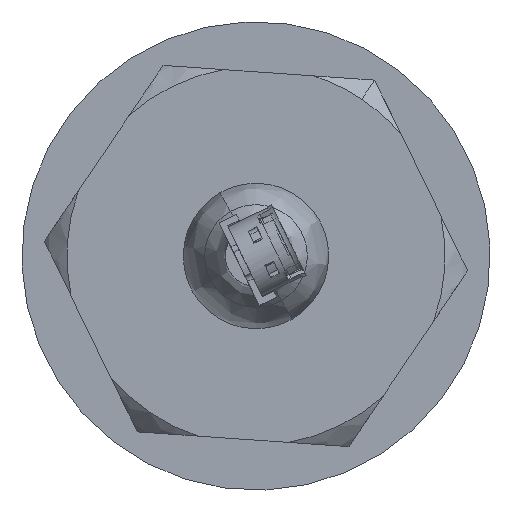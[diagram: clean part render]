
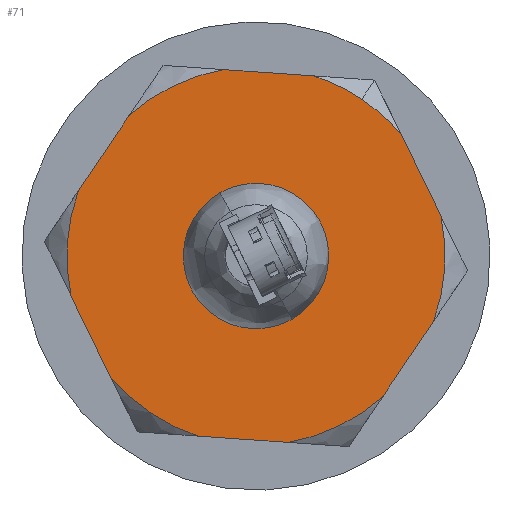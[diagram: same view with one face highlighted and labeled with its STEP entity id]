
A CAD part, left-side view. The second image highlights one B-rep face of the part: STEP entity #71.
In plain terms, the highlighted face is planar.
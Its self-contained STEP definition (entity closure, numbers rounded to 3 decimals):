
#45 = VECTOR ( 'NONE', #9621, 1000. ) ;
#58 = ORIENTED_EDGE ( 'NONE', *, *, #1345, .T. ) ;
#71 = ADVANCED_FACE ( 'NONE', ( #10945, #13202 ), #9610, .T. ) ;
#457 = EDGE_CURVE ( 'NONE', #1458, #7957, #10721, .T. ) ;
#518 = VERTEX_POINT ( 'NONE', #1314 ) ;
#583 = LINE ( 'NONE', #11865, #7194 ) ;
#695 = VERTEX_POINT ( 'NONE', #2271 ) ;
#728 = ORIENTED_EDGE ( 'NONE', *, *, #11411, .T. ) ;
#842 = CARTESIAN_POINT ( 'NONE',  ( 0., 4.119, -0.9 ) ) ;
#1134 = DIRECTION ( 'NONE',  ( 0., 0., -1. ) ) ;
#1235 = VERTEX_POINT ( 'NONE', #2302 ) ;
#1298 = EDGE_CURVE ( 'NONE', #8379, #13952, #11497, .T. ) ;
#1313 = CARTESIAN_POINT ( 'NONE',  ( -1.149, -3.955, -0.9 ) ) ;
#1314 = CARTESIAN_POINT ( 'NONE',  ( -4., 0.982, -0.9 ) ) ;
#1345 = EDGE_CURVE ( 'NONE', #16670, #8379, #4607, .T. ) ;
#1458 = VERTEX_POINT ( 'NONE', #13976 ) ;
#1493 = AXIS2_PLACEMENT_3D ( 'NONE', #4961, #14361, #4905 ) ;
#1661 = DIRECTION ( 'NONE',  ( 0., 0., -1. ) ) ;
#1720 = CARTESIAN_POINT ( 'NONE',  ( 0., 0., -0.9 ) ) ;
#1749 = CARTESIAN_POINT ( 'NONE',  ( 2.851, -2.973, -0.9 ) ) ;
#1843 = ORIENTED_EDGE ( 'NONE', *, *, #3285, .T. ) ;
#2090 = ORIENTED_EDGE ( 'NONE', *, *, #6482, .T. ) ;
#2115 = CIRCLE ( 'NONE', #7959, 4.119 ) ;
#2271 = CARTESIAN_POINT ( 'NONE',  ( -4., -0.982, -0.9 ) ) ;
#2302 = CARTESIAN_POINT ( 'NONE',  ( 1.25, 0., -0.9 ) ) ;
#2393 = DIRECTION ( 'NONE',  ( -0.866, 0.5, 0. ) ) ;
#2452 = DIRECTION ( 'NONE',  ( 0., 1., 0. ) ) ;
#2560 = LINE ( 'NONE', #2827, #9430 ) ;
#2827 = CARTESIAN_POINT ( 'NONE',  ( -2.851, 2.973, -0.9 ) ) ;
#2875 = ORIENTED_EDGE ( 'NONE', *, *, #14538, .T. ) ;
#2910 = CARTESIAN_POINT ( 'NONE',  ( 1.149, 3.955, -0.9 ) ) ;
#2927 = DIRECTION ( 'NONE',  ( 0., 0., -1. ) ) ;
#3285 = EDGE_CURVE ( 'NONE', #15992, #695, #10915, .T. ) ;
#3301 = DIRECTION ( 'NONE',  ( 0., 0., -1. ) ) ;
#3676 = CARTESIAN_POINT ( 'NONE',  ( 0., 0., -0.9 ) ) ;
#4526 = VECTOR ( 'NONE', #14071, 1000. ) ;
#4533 = EDGE_CURVE ( 'NONE', #695, #518, #11603, .T. ) ;
#4607 = CIRCLE ( 'NONE', #7203, 4.119 ) ;
#4814 = EDGE_CURVE ( 'NONE', #14043, #6281, #11363, .T. ) ;
#4898 = CARTESIAN_POINT ( 'NONE',  ( 0., 0., -0.9 ) ) ;
#4905 = DIRECTION ( 'NONE',  ( -1., 0., 0. ) ) ;
#4961 = CARTESIAN_POINT ( 'NONE',  ( 0., 0., -0.9 ) ) ;
#4985 = CARTESIAN_POINT ( 'NONE',  ( -1.149, 3.955, -0.9 ) ) ;
#5651 = DIRECTION ( 'NONE',  ( -1., 0., 0. ) ) ;
#6038 = VERTEX_POINT ( 'NONE', #8857 ) ;
#6185 = DIRECTION ( 'NONE',  ( -0.866, -0.5, 0. ) ) ;
#6268 = LINE ( 'NONE', #16690, #7525 ) ;
#6281 = VERTEX_POINT ( 'NONE', #16430 ) ;
#6478 = EDGE_CURVE ( 'NONE', #13952, #14043, #9146, .T. ) ;
#6482 = EDGE_CURVE ( 'NONE', #1235, #6038, #9986, .T. ) ;
#6494 = EDGE_CURVE ( 'NONE', #6281, #15505, #7047, .T. ) ;
#6589 = CARTESIAN_POINT ( 'NONE',  ( 0., 0., -0.9 ) ) ;
#6654 = ORIENTED_EDGE ( 'NONE', *, *, #6494, .T. ) ;
#6672 = DIRECTION ( 'NONE',  ( 0.866, 0.5, 0. ) ) ;
#6798 = AXIS2_PLACEMENT_3D ( 'NONE', #3676, #1134, #9132 ) ;
#6881 = DIRECTION ( 'NONE',  ( 0., 0., 1. ) ) ;
#6896 = CARTESIAN_POINT ( 'NONE',  ( 0., 0., -0.9 ) ) ;
#7019 = CARTESIAN_POINT ( 'NONE',  ( 4., -0.982, -0.9 ) ) ;
#7035 = CARTESIAN_POINT ( 'NONE',  ( -2.851, -2.973, -0.9 ) ) ;
#7047 = LINE ( 'NONE', #13489, #45 ) ;
#7174 = CIRCLE ( 'NONE', #8273, 4.119 ) ;
#7194 = VECTOR ( 'NONE', #2393, 1000. ) ;
#7203 = AXIS2_PLACEMENT_3D ( 'NONE', #11103, #3301, #12426 ) ;
#7525 = VECTOR ( 'NONE', #6185, 1000. ) ;
#7894 = EDGE_CURVE ( 'NONE', #7957, #15992, #583, .T. ) ;
#7957 = VERTEX_POINT ( 'NONE', #1313 ) ;
#7959 = AXIS2_PLACEMENT_3D ( 'NONE', #4898, #8809, #11532 ) ;
#8147 = AXIS2_PLACEMENT_3D ( 'NONE', #9079, #10419, #2452 ) ;
#8210 = VERTEX_POINT ( 'NONE', #1749 ) ;
#8265 = DIRECTION ( 'NONE',  ( -1., 0., 0. ) ) ;
#8273 = AXIS2_PLACEMENT_3D ( 'NONE', #6896, #2927, #13559 ) ;
#8379 = VERTEX_POINT ( 'NONE', #842 ) ;
#8420 = DIRECTION ( 'NONE',  ( 0., 1., 0. ) ) ;
#8681 = EDGE_LOOP ( 'NONE', ( #728, #2090 ) ) ;
#8809 = DIRECTION ( 'NONE',  ( 0., 0., -1. ) ) ;
#8857 = CARTESIAN_POINT ( 'NONE',  ( -1.25, 0., -0.9 ) ) ;
#8949 = ORIENTED_EDGE ( 'NONE', *, *, #1298, .T. ) ;
#9079 = CARTESIAN_POINT ( 'NONE',  ( 0., 0., -0.9 ) ) ;
#9132 = DIRECTION ( 'NONE',  ( -1., 0., 0. ) ) ;
#9146 = LINE ( 'NONE', #2910, #9345 ) ;
#9332 = ORIENTED_EDGE ( 'NONE', *, *, #13963, .T. ) ;
#9345 = VECTOR ( 'NONE', #12176, 1000. ) ;
#9430 = VECTOR ( 'NONE', #6672, 1000. ) ;
#9610 = PLANE ( 'NONE',  #14837 ) ;
#9621 = DIRECTION ( 'NONE',  ( 0., -1., 0. ) ) ;
#9986 = CIRCLE ( 'NONE', #14177, 1.25 ) ;
#10130 = ORIENTED_EDGE ( 'NONE', *, *, #4814, .T. ) ;
#10419 = DIRECTION ( 'NONE',  ( 0., 0., -1. ) ) ;
#10638 = ORIENTED_EDGE ( 'NONE', *, *, #12714, .T. ) ;
#10721 = CIRCLE ( 'NONE', #8147, 4.119 ) ;
#10915 = CIRCLE ( 'NONE', #11915, 4.119 ) ;
#10945 = FACE_OUTER_BOUND ( 'NONE', #13948, .T. ) ;
#11103 = CARTESIAN_POINT ( 'NONE',  ( 0., 0., -0.9 ) ) ;
#11127 = DIRECTION ( 'NONE',  ( -1., 0., 0. ) ) ;
#11296 = ORIENTED_EDGE ( 'NONE', *, *, #4533, .T. ) ;
#11363 = CIRCLE ( 'NONE', #6798, 4.119 ) ;
#11411 = EDGE_CURVE ( 'NONE', #6038, #1235, #11845, .T. ) ;
#11497 = CIRCLE ( 'NONE', #14317, 4.119 ) ;
#11532 = DIRECTION ( 'NONE',  ( -1., 0., 0. ) ) ;
#11603 = LINE ( 'NONE', #12630, #4526 ) ;
#11845 = CIRCLE ( 'NONE', #1493, 1.25 ) ;
#11865 = CARTESIAN_POINT ( 'NONE',  ( -1.149, -3.955, -0.9 ) ) ;
#11915 = AXIS2_PLACEMENT_3D ( 'NONE', #15190, #12562, #11127 ) ;
#11993 = ORIENTED_EDGE ( 'NONE', *, *, #6478, .T. ) ;
#12176 = DIRECTION ( 'NONE',  ( 0.866, -0.5, 0. ) ) ;
#12221 = VERTEX_POINT ( 'NONE', #15153 ) ;
#12426 = DIRECTION ( 'NONE',  ( 0., 1., 0. ) ) ;
#12562 = DIRECTION ( 'NONE',  ( 0., 0., -1. ) ) ;
#12630 = CARTESIAN_POINT ( 'NONE',  ( -4., -4.325, -0.9 ) ) ;
#12714 = EDGE_CURVE ( 'NONE', #15505, #8210, #7174, .T. ) ;
#13202 = FACE_BOUND ( 'NONE', #8681, .T. ) ;
#13327 = ORIENTED_EDGE ( 'NONE', *, *, #15491, .T. ) ;
#13479 = CARTESIAN_POINT ( 'NONE',  ( -4.2, -4.325, -0.9 ) ) ;
#13489 = CARTESIAN_POINT ( 'NONE',  ( 4., -4.325, -0.9 ) ) ;
#13559 = DIRECTION ( 'NONE',  ( 0., 1., 0. ) ) ;
#13948 = EDGE_LOOP ( 'NONE', ( #14496, #1843, #11296, #2875, #13327, #58, #8949, #11993, #10130, #6654, #10638, #9332, #15410 ) ) ;
#13952 = VERTEX_POINT ( 'NONE', #15308 ) ;
#13963 = EDGE_CURVE ( 'NONE', #8210, #1458, #6268, .T. ) ;
#13976 = CARTESIAN_POINT ( 'NONE',  ( 1.149, -3.955, -0.9 ) ) ;
#14043 = VERTEX_POINT ( 'NONE', #17028 ) ;
#14071 = DIRECTION ( 'NONE',  ( 0., 1., 0. ) ) ;
#14177 = AXIS2_PLACEMENT_3D ( 'NONE', #1720, #6881, #8265 ) ;
#14317 = AXIS2_PLACEMENT_3D ( 'NONE', #6589, #15504, #8420 ) ;
#14361 = DIRECTION ( 'NONE',  ( 0., 0., 1. ) ) ;
#14496 = ORIENTED_EDGE ( 'NONE', *, *, #7894, .T. ) ;
#14538 = EDGE_CURVE ( 'NONE', #518, #12221, #2115, .T. ) ;
#14837 = AXIS2_PLACEMENT_3D ( 'NONE', #13479, #1661, #5651 ) ;
#15153 = CARTESIAN_POINT ( 'NONE',  ( -2.851, 2.973, -0.9 ) ) ;
#15190 = CARTESIAN_POINT ( 'NONE',  ( 0., 0., -0.9 ) ) ;
#15308 = CARTESIAN_POINT ( 'NONE',  ( 1.149, 3.955, -0.9 ) ) ;
#15410 = ORIENTED_EDGE ( 'NONE', *, *, #457, .T. ) ;
#15491 = EDGE_CURVE ( 'NONE', #12221, #16670, #2560, .T. ) ;
#15504 = DIRECTION ( 'NONE',  ( 0., 0., -1. ) ) ;
#15505 = VERTEX_POINT ( 'NONE', #7019 ) ;
#15992 = VERTEX_POINT ( 'NONE', #7035 ) ;
#16430 = CARTESIAN_POINT ( 'NONE',  ( 4., 0.982, -0.9 ) ) ;
#16670 = VERTEX_POINT ( 'NONE', #4985 ) ;
#16690 = CARTESIAN_POINT ( 'NONE',  ( 2.851, -2.973, -0.9 ) ) ;
#17028 = CARTESIAN_POINT ( 'NONE',  ( 2.851, 2.973, -0.9 ) ) ;
